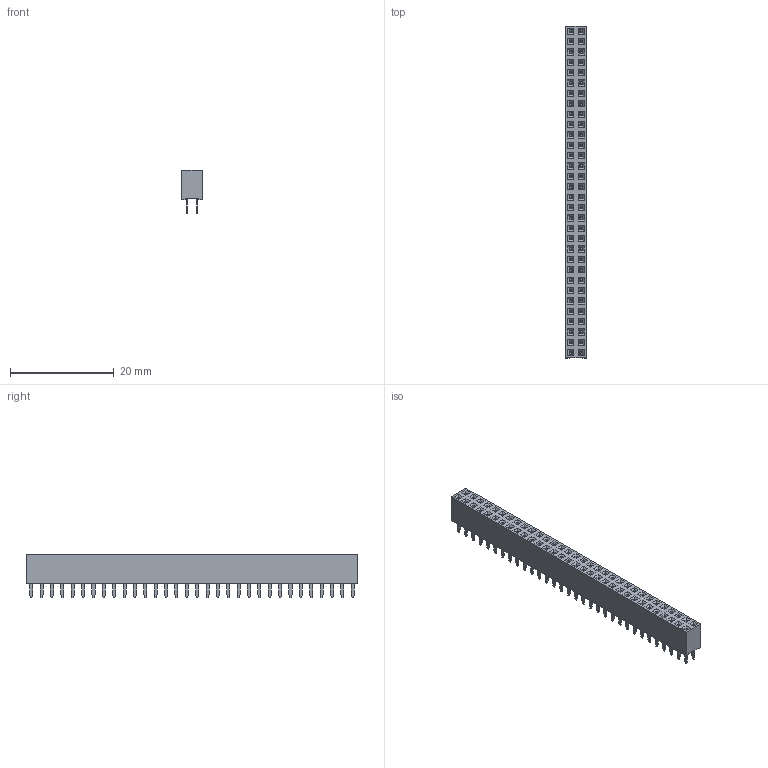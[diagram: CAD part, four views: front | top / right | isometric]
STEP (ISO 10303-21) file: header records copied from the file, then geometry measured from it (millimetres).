
FILE_DESCRIPTION(/* description */ ('model of PinSocket_2x32_P2.00mm_Vertical'),/* implementation_level */ '2;1');
FILE_NAME(/* name */ 'PinSocket_2x32_P2.00mm_Vertical.step',/* time_stamp */ '2017-11-27T00:26:05',/* author */ ('Terje Io','https://github.com/terjeio'),/* organization */ ('FreeCAD'),/* preprocessor_version */ 'OCC',/* originating_system */ 'kicad StepUp',/* authorisation */ '');
FILE_SCHEMA(('AUTOMOTIVE_DESIGN_CC2 { 1 2 10303 214 -1 1 5 4 }'));
Length unit declared in the file: millimetre
Products named in the file (1): PinSocket_2x32_P200mm_Vertical
Bounding box: 4 x 64 x 8.3 mm (x, y, z)
Volume: 1309.8 mm3; surface area: 2343.4 mm2
Topology: 1 solids, 1 shells, 1994 faces, 5144 edges, 3344 vertices
Faces by surface type: plane 1994
Entity records: 37394 total; most frequent: ORIENTED_EDGE 7460, EDGE_CURVE 5144, LINE 4886, CARTESIAN_POINT 4631, VERTEX_POINT 3344, FACE_BOUND 2186, EDGE_LOOP 2186, ADVANCED_FACE 1994
